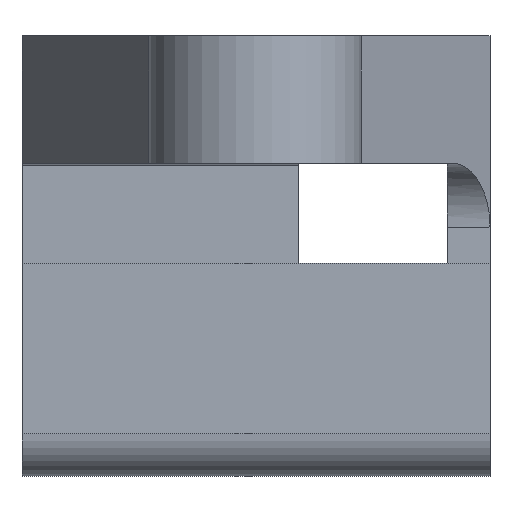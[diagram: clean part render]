
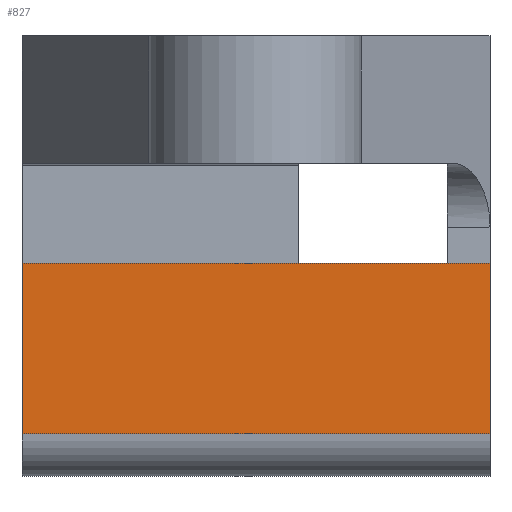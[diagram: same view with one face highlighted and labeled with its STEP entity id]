
A CAD part, front view. The second image highlights one B-rep face of the part: STEP entity #827.
In plain terms, the highlighted planar face has unit normal (0, -1, 0).
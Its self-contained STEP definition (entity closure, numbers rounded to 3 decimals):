
#30=PLANE('',#909);
#79=FACE_OUTER_BOUND('',#123,.T.);
#123=EDGE_LOOP('',(#640,#641,#642,#643));
#175=LINE('',#1287,#259);
#177=LINE('',#1293,#261);
#186=LINE('',#1314,#270);
#187=LINE('',#1315,#271);
#259=VECTOR('',#1036,10.);
#261=VECTOR('',#1042,10.);
#270=VECTOR('',#1057,10.);
#271=VECTOR('',#1058,10.);
#391=VERTEX_POINT('',#1284);
#392=VERTEX_POINT('',#1286);
#394=VERTEX_POINT('',#1292);
#403=VERTEX_POINT('',#1313);
#481=EDGE_CURVE('',#391,#392,#175,.T.);
#484=EDGE_CURVE('',#392,#394,#177,.T.);
#495=EDGE_CURVE('',#403,#391,#186,.T.);
#496=EDGE_CURVE('',#394,#403,#187,.T.);
#640=ORIENTED_EDGE('',*,*,#481,.F.);
#641=ORIENTED_EDGE('',*,*,#495,.F.);
#642=ORIENTED_EDGE('',*,*,#496,.F.);
#643=ORIENTED_EDGE('',*,*,#484,.F.);
#827=ADVANCED_FACE('',(#79),#30,.T.);
#909=AXIS2_PLACEMENT_3D('',#1312,#1055,#1056);
#1036=DIRECTION('',(-1.,0.,0.));
#1042=DIRECTION('',(0.,0.,1.));
#1055=DIRECTION('center_axis',(0.,-1.,0.));
#1056=DIRECTION('ref_axis',(0.,0.,-1.));
#1057=DIRECTION('',(0.,0.,-1.));
#1058=DIRECTION('',(1.,0.,0.));
#1284=CARTESIAN_POINT('',(11.,-8.5,2.));
#1286=CARTESIAN_POINT('',(-11.,-8.5,2.));
#1287=CARTESIAN_POINT('',(-5.5,-8.5,2.));
#1292=CARTESIAN_POINT('',(-11.,-8.5,10.));
#1293=CARTESIAN_POINT('',(-11.,-8.5,0.));
#1312=CARTESIAN_POINT('Origin',(-11.,-8.5,10.));
#1313=CARTESIAN_POINT('',(11.,-8.5,10.));
#1314=CARTESIAN_POINT('',(11.,-8.5,0.));
#1315=CARTESIAN_POINT('',(-11.,-8.5,10.));
